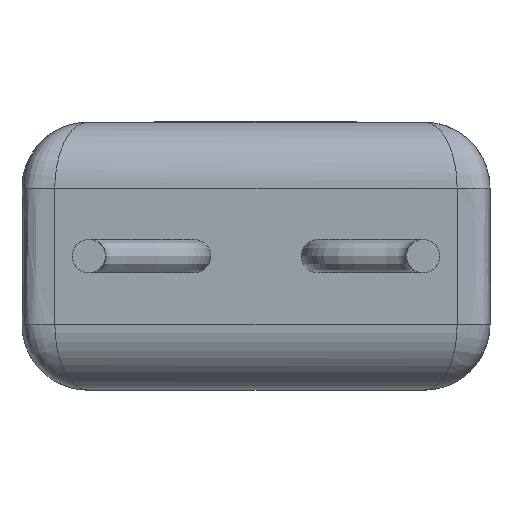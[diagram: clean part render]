
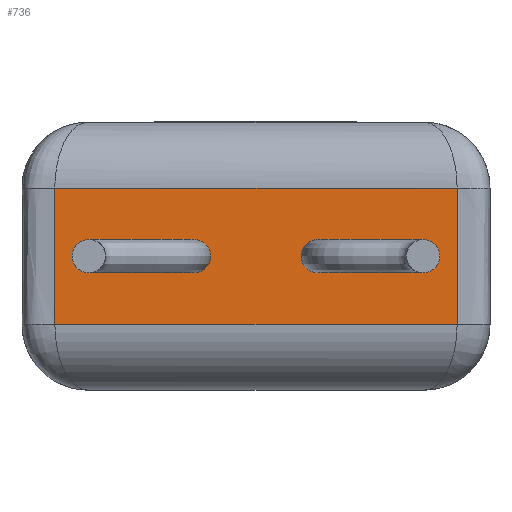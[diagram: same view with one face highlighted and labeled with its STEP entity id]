
A CAD part, front view. The second image highlights one B-rep face of the part: STEP entity #736.
In plain terms, the highlighted planar face has unit normal (0, -1, 0).
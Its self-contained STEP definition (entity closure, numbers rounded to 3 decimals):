
#5 = B_SPLINE_CURVE_WITH_KNOTS ( 'NONE', 3,
 ( #6015, #1327, #5423, #3450 ),
 .UNSPECIFIED., .F., .F.,
 ( 4, 4 ),
 ( 0.246, 0.754 ),
 .UNSPECIFIED. ) ;
#60 = VERTEX_POINT ( 'NONE', #834 ) ;
#370 = ORIENTED_EDGE ( 'NONE', *, *, #6453, .T. ) ;
#441 = AXIS2_PLACEMENT_3D ( 'NONE', #4567, #2058, #5145 ) ;
#525 = CARTESIAN_POINT ( 'NONE',  ( 6.61, 0., 1.69 ) ) ;
#736 = ADVANCED_FACE ( 'NONE', ( #2912, #4217, #5408 ), #1471, .F. ) ;
#764 = B_SPLINE_CURVE_WITH_KNOTS ( 'NONE', 3,
 ( #1004, #525, #3618, #1563 ),
 .UNSPECIFIED., .F., .F.,
 ( 4, 4 ),
 ( 0.246, 0.754 ),
 .UNSPECIFIED. ) ;
#831 = CARTESIAN_POINT ( 'NONE',  ( 6.61, 0., 3.07 ) ) ;
#834 = CARTESIAN_POINT ( 'NONE',  ( 4.495, 0., 2.29 ) ) ;
#904 = DIRECTION ( 'NONE',  ( 0., -1., 0. ) ) ;
#1004 = CARTESIAN_POINT ( 'NONE',  ( 6.61, 0., 1. ) ) ;
#1098 = LINE ( 'NONE', #2869, #5042 ) ;
#1244 = CARTESIAN_POINT ( 'NONE',  ( 2.615, 0., 1.78 ) ) ;
#1327 = CARTESIAN_POINT ( 'NONE',  ( 0.5, 0., 2.38 ) ) ;
#1366 = CARTESIAN_POINT ( 'NONE',  ( 4.495, 0., 1.78 ) ) ;
#1386 = DIRECTION ( 'NONE',  ( 0., 0., 1. ) ) ;
#1471 = PLANE ( 'NONE',  #4607 ) ;
#1563 = CARTESIAN_POINT ( 'NONE',  ( 6.61, 0., 3.07 ) ) ;
#1591 = EDGE_LOOP ( 'NONE', ( #5656, #370 ) ) ;
#1653 = VERTEX_POINT ( 'NONE', #2608 ) ;
#1654 = CARTESIAN_POINT ( 'NONE',  ( 2.615, 0., 2.035 ) ) ;
#1662 = ORIENTED_EDGE ( 'NONE', *, *, #3133, .T. ) ;
#1740 = DIRECTION ( 'NONE',  ( 0., 0., -1. ) ) ;
#1849 = CIRCLE ( 'NONE', #5121, 0.255 ) ;
#1914 = VERTEX_POINT ( 'NONE', #1366 ) ;
#2058 = DIRECTION ( 'NONE',  ( 0., 1., 0. ) ) ;
#2172 = ORIENTED_EDGE ( 'NONE', *, *, #2591, .T. ) ;
#2281 = ORIENTED_EDGE ( 'NONE', *, *, #6632, .F. ) ;
#2511 = CIRCLE ( 'NONE', #2622, 0.255 ) ;
#2592 = VERTEX_POINT ( 'NONE', #831 ) ;
#2591 = EDGE_CURVE ( 'NONE', #2592, #6380, #1098, .T. ) ;
#2608 = CARTESIAN_POINT ( 'NONE',  ( 6.61, 0., 1. ) ) ;
#2622 = AXIS2_PLACEMENT_3D ( 'NONE', #1654, #4747, #3217 ) ;
#2650 = ORIENTED_EDGE ( 'NONE', *, *, #6354, .F. ) ;
#2667 = EDGE_CURVE ( 'NONE', #60, #1914, #6078, .T. ) ;
#2829 = CARTESIAN_POINT ( 'NONE',  ( 6.61, 0., 1. ) ) ;
#2869 = CARTESIAN_POINT ( 'NONE',  ( 0., 0., 3.07 ) ) ;
#2912 = FACE_BOUND ( 'NONE', #1591, .T. ) ;
#3133 = EDGE_CURVE ( 'NONE', #5259, #1653, #3165, .T. ) ;
#3165 = LINE ( 'NONE', #2829, #4863 ) ;
#3217 = DIRECTION ( 'NONE',  ( 0., 0., 1. ) ) ;
#3274 = ORIENTED_EDGE ( 'NONE', *, *, #5896, .T. ) ;
#3328 = VERTEX_POINT ( 'NONE', #1244 ) ;
#3352 = CARTESIAN_POINT ( 'NONE',  ( 0.5, 0., 1. ) ) ;
#3450 = CARTESIAN_POINT ( 'NONE',  ( 0.5, 0., 1. ) ) ;
#3479 = EDGE_CURVE ( 'NONE', #1653, #2592, #764, .T. ) ;
#3555 = CARTESIAN_POINT ( 'NONE',  ( 0., 0., 4.07 ) ) ;
#3618 = CARTESIAN_POINT ( 'NONE',  ( 6.61, 0., 2.38 ) ) ;
#3774 = DIRECTION ( 'NONE',  ( 0., 1., 0. ) ) ;
#3964 = CARTESIAN_POINT ( 'NONE',  ( 2.615, 0., 2.035 ) ) ;
#4217 = FACE_OUTER_BOUND ( 'NONE', #4897, .T. ) ;
#4347 = AXIS2_PLACEMENT_3D ( 'NONE', #6294, #3774, #1740 ) ;
#4485 = DIRECTION ( 'NONE',  ( 1., 0., 0. ) ) ;
#4567 = CARTESIAN_POINT ( 'NONE',  ( 4.495, 0., 2.035 ) ) ;
#4607 = AXIS2_PLACEMENT_3D ( 'NONE', #3555, #4614, #5639 ) ;
#4614 = DIRECTION ( 'NONE',  ( 0., 1., 0. ) ) ;
#4726 = CARTESIAN_POINT ( 'NONE',  ( 2.615, 0., 2.29 ) ) ;
#4746 = EDGE_LOOP ( 'NONE', ( #2650, #2281 ) ) ;
#4747 = DIRECTION ( 'NONE',  ( 0., -1., 0. ) ) ;
#4863 = VECTOR ( 'NONE', #4485, 1000. ) ;
#4897 = EDGE_LOOP ( 'NONE', ( #3274, #1662, #5629, #2172 ) ) ;
#5042 = VECTOR ( 'NONE', #5388, 1000. ) ;
#5121 = AXIS2_PLACEMENT_3D ( 'NONE', #3964, #904, #1386 ) ;
#5136 = VERTEX_POINT ( 'NONE', #4726 ) ;
#5145 = DIRECTION ( 'NONE',  ( 0., 0., -1. ) ) ;
#5259 = VERTEX_POINT ( 'NONE', #3352 ) ;
#5298 = CIRCLE ( 'NONE', #4347, 0.255 ) ;
#5388 = DIRECTION ( 'NONE',  ( -1., 0., 0. ) ) ;
#5408 = FACE_BOUND ( 'NONE', #4746, .T. ) ;
#5423 = CARTESIAN_POINT ( 'NONE',  ( 0.5, 0., 1.69 ) ) ;
#5629 = ORIENTED_EDGE ( 'NONE', *, *, #3479, .T. ) ;
#5639 = DIRECTION ( 'NONE',  ( 0., 0., 1. ) ) ;
#5656 = ORIENTED_EDGE ( 'NONE', *, *, #2667, .T. ) ;
#5801 = CARTESIAN_POINT ( 'NONE',  ( 0.5, 0., 3.07 ) ) ;
#5896 = EDGE_CURVE ( 'NONE', #6380, #5259, #5, .T. ) ;
#6015 = CARTESIAN_POINT ( 'NONE',  ( 0.5, 0., 3.07 ) ) ;
#6078 = CIRCLE ( 'NONE', #441, 0.255 ) ;
#6294 = CARTESIAN_POINT ( 'NONE',  ( 4.495, 0., 2.035 ) ) ;
#6354 = EDGE_CURVE ( 'NONE', #5136, #3328, #2511, .T. ) ;
#6380 = VERTEX_POINT ( 'NONE', #5801 ) ;
#6453 = EDGE_CURVE ( 'NONE', #1914, #60, #5298, .T. ) ;
#6632 = EDGE_CURVE ( 'NONE', #3328, #5136, #1849, .T. ) ;
